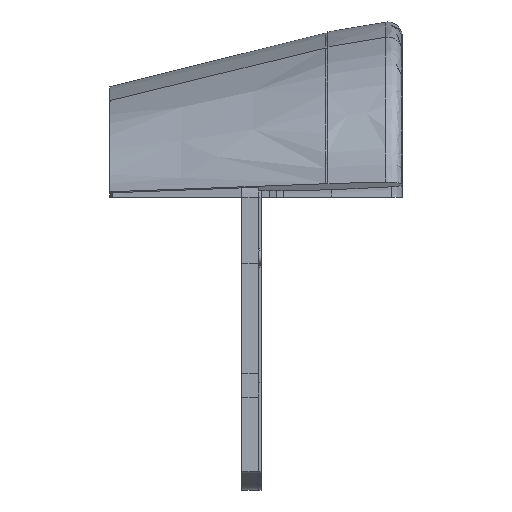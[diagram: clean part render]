
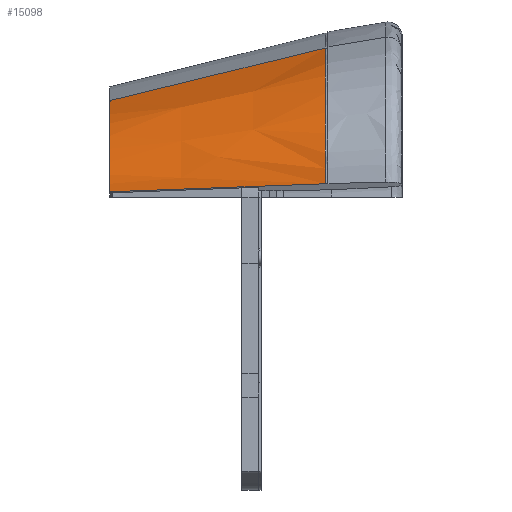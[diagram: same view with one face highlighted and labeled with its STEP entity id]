
A CAD part, left-side view. The second image highlights one B-rep face of the part: STEP entity #15098.
In plain terms, the highlighted free-form (B-spline) face has degree [3, 3] with [4, 13] control points.
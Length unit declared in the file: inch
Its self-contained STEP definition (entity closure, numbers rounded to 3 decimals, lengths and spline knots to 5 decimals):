
#62=B_SPLINE_SURFACE_WITH_KNOTS('',3,3,((#26919,#26920,#26921,#26922,#26923,
#26924,#26925,#26926,#26927,#26928,#26929,#26930,#26931),(#26932,#26933,
#26934,#26935,#26936,#26937,#26938,#26939,#26940,#26941,#26942,#26943,#26944),
(#26945,#26946,#26947,#26948,#26949,#26950,#26951,#26952,#26953,#26954,
#26955,#26956,#26957),(#26958,#26959,#26960,#26961,#26962,#26963,#26964,
#26965,#26966,#26967,#26968,#26969,#26970)),.UNSPECIFIED.,.F.,.F.,.F.,(4,
4),(4,1,2,1,2,1,2,4),(0.,23.9265),(0.,1.59579,
3.19158,4.41804,5.64449,6.80575,7.96701,
8.86964),.UNSPECIFIED.);
#209=B_SPLINE_CURVE_WITH_KNOTS('',3,(#26906,#26907,#26908,#26909,#26910,
#26911,#26912,#26913,#26914,#26915,#26916,#26917,#26918),.UNSPECIFIED.,
 .F.,.F.,(4,1,2,1,2,1,2,4),(0.,1.59579,3.19158,4.41804,
5.64449,6.80575,7.96701,8.86964),
 .UNSPECIFIED.);
#210=B_SPLINE_CURVE_WITH_KNOTS('',3,(#26975,#26976,#26977,#26978,#26979,
#26980,#26981,#26982,#26983,#26984,#26985,#26986,#26987),.UNSPECIFIED.,
 .F.,.F.,(4,1,2,1,2,1,2,4),(0.,1.59579,3.19158,4.41804,
5.64449,6.80575,7.96701,8.86964),
 .UNSPECIFIED.);
#1827=FACE_OUTER_BOUND('',#3131,.T.);
#3131=EDGE_LOOP('',(#13814,#13815,#13816,#13817));
#4358=LINE('',#26972,#5578);
#4359=LINE('',#26974,#5579);
#5578=VECTOR('',#20557,0.3937);
#5579=VECTOR('',#20558,0.3937);
#7704=VERTEX_POINT('',#26902);
#7705=VERTEX_POINT('',#26904);
#7706=VERTEX_POINT('',#26971);
#7707=VERTEX_POINT('',#26973);
#9758=EDGE_CURVE('',#7704,#7705,#209,.T.);
#9759=EDGE_CURVE('',#7706,#7704,#4358,.T.);
#9760=EDGE_CURVE('',#7707,#7705,#4359,.T.);
#9761=EDGE_CURVE('',#7706,#7707,#210,.T.);
#13814=ORIENTED_EDGE('',*,*,#9759,.T.);
#13815=ORIENTED_EDGE('',*,*,#9758,.T.);
#13816=ORIENTED_EDGE('',*,*,#9760,.F.);
#13817=ORIENTED_EDGE('',*,*,#9761,.F.);
#15098=ADVANCED_FACE('',(#1827),#62,.T.);
#20557=DIRECTION('',(0.05,0.97,-0.237));
#20558=DIRECTION('',(0.239,0.97,-0.036));
#26902=CARTESIAN_POINT('',(-14.21907,6.31475,15.70158));
#26904=CARTESIAN_POINT('',(-19.41273,6.31475,11.84428));
#26906=CARTESIAN_POINT('Ctrl Pts',(-14.21907,6.31475,15.70158));
#26907=CARTESIAN_POINT('Ctrl Pts',(-14.75141,6.31475,15.58959));
#26908=CARTESIAN_POINT('Ctrl Pts',(-15.76056,6.31475,15.3254));
#26909=CARTESIAN_POINT('Ctrl Pts',(-16.6342,6.31475,14.96342));
#26910=CARTESIAN_POINT('Ctrl Pts',(-17.33677,6.31475,14.59325));
#26911=CARTESIAN_POINT('Ctrl Pts',(-17.91555,6.31475,14.22992));
#26912=CARTESIAN_POINT('Ctrl Pts',(-18.40283,6.31475,13.7683));
#26913=CARTESIAN_POINT('Ctrl Pts',(-18.82063,6.31475,13.26262));
#26914=CARTESIAN_POINT('Ctrl Pts',(-19.12564,6.31475,12.77861));
#26915=CARTESIAN_POINT('Ctrl Pts',(-19.27762,6.31475,12.37623));
#26916=CARTESIAN_POINT('Ctrl Pts',(-19.36606,6.31475,12.08588));
#26917=CARTESIAN_POINT('Ctrl Pts',(-19.39518,6.31475,11.96065));
#26918=CARTESIAN_POINT('Ctrl Pts',(-19.41273,6.31475,11.84428));
#26919=CARTESIAN_POINT('Ctrl Pts',(-14.68846,-2.82502,
17.93283));
#26920=CARTESIAN_POINT('Ctrl Pts',(-15.29013,-2.82502,17.80625));
#26921=CARTESIAN_POINT('Ctrl Pts',(-16.46396,-2.82502,
17.50135));
#26922=CARTESIAN_POINT('Ctrl Pts',(-17.56692,-2.82502,
17.04906));
#26923=CARTESIAN_POINT('Ctrl Pts',(-18.49966,-2.82502,
16.55761));
#26924=CARTESIAN_POINT('Ctrl Pts',(-19.30479,-2.82502,
16.05685));
#26925=CARTESIAN_POINT('Ctrl Pts',(-20.04306,-2.82502,
15.36292));
#26926=CARTESIAN_POINT('Ctrl Pts',(-20.68966,-2.82502,
14.58039));
#26927=CARTESIAN_POINT('Ctrl Pts',(-21.17184,-2.82502,
13.81774));
#26928=CARTESIAN_POINT('Ctrl Pts',(-21.4224,-2.82502,
13.16005));
#26929=CARTESIAN_POINT('Ctrl Pts',(-21.57553,-2.82502,
12.65696));
#26930=CARTESIAN_POINT('Ctrl Pts',(-21.63047,-2.82502,
12.42864));
#26931=CARTESIAN_POINT('Ctrl Pts',(-21.66732,-2.82502,
12.18423));
#26932=CARTESIAN_POINT('Ctrl Pts',(-14.532,0.22157,
17.18908));
#26933=CARTESIAN_POINT('Ctrl Pts',(-15.11055,0.22157,
17.06737));
#26934=CARTESIAN_POINT('Ctrl Pts',(-16.22949,0.22157,
16.77604));
#26935=CARTESIAN_POINT('Ctrl Pts',(-17.25602,0.22157,
16.35384));
#26936=CARTESIAN_POINT('Ctrl Pts',(-18.11203,0.22157,
15.90282));
#26937=CARTESIAN_POINT('Ctrl Pts',(-18.84171,0.22157,
15.44788));
#26938=CARTESIAN_POINT('Ctrl Pts',(-19.49632,0.22157,
14.83138));
#26939=CARTESIAN_POINT('Ctrl Pts',(-20.06665,0.22157,
14.14113));
#26940=CARTESIAN_POINT('Ctrl Pts',(-20.48977,0.22157,
13.47136));
#26941=CARTESIAN_POINT('Ctrl Pts',(-20.70747,0.22157,
12.89878));
#26942=CARTESIAN_POINT('Ctrl Pts',(-20.83904,0.22157,
12.4666));
#26943=CARTESIAN_POINT('Ctrl Pts',(-20.88538,0.22157,
12.27265));
#26944=CARTESIAN_POINT('Ctrl Pts',(-20.91579,0.22157,
12.07092));
#26945=CARTESIAN_POINT('Ctrl Pts',(-14.37553,3.26816,16.44533));
#26946=CARTESIAN_POINT('Ctrl Pts',(-14.93098,3.26816,16.32848));
#26947=CARTESIAN_POINT('Ctrl Pts',(-15.99503,3.26816,16.05072));
#26948=CARTESIAN_POINT('Ctrl Pts',(-16.94511,3.26816,15.65863));
#26949=CARTESIAN_POINT('Ctrl Pts',(-17.7244,3.26816,15.24804));
#26950=CARTESIAN_POINT('Ctrl Pts',(-18.37863,3.26816,14.8389));
#26951=CARTESIAN_POINT('Ctrl Pts',(-18.94958,3.26816,14.29984));
#26952=CARTESIAN_POINT('Ctrl Pts',(-19.44364,3.26816,13.70188));
#26953=CARTESIAN_POINT('Ctrl Pts',(-19.8077,3.26816,13.12498));
#26954=CARTESIAN_POINT('Ctrl Pts',(-19.99255,3.26816,12.6375));
#26955=CARTESIAN_POINT('Ctrl Pts',(-20.10255,3.26816,12.27624));
#26956=CARTESIAN_POINT('Ctrl Pts',(-20.14028,3.26816,12.11665));
#26957=CARTESIAN_POINT('Ctrl Pts',(-20.16426,3.26816,11.9576));
#26958=CARTESIAN_POINT('Ctrl Pts',(-14.21907,6.31475,15.70158));
#26959=CARTESIAN_POINT('Ctrl Pts',(-14.75141,6.31475,15.58959));
#26960=CARTESIAN_POINT('Ctrl Pts',(-15.76056,6.31475,15.3254));
#26961=CARTESIAN_POINT('Ctrl Pts',(-16.6342,6.31475,14.96342));
#26962=CARTESIAN_POINT('Ctrl Pts',(-17.33677,6.31475,14.59325));
#26963=CARTESIAN_POINT('Ctrl Pts',(-17.91555,6.31475,14.22992));
#26964=CARTESIAN_POINT('Ctrl Pts',(-18.40283,6.31475,13.7683));
#26965=CARTESIAN_POINT('Ctrl Pts',(-18.82063,6.31475,13.26262));
#26966=CARTESIAN_POINT('Ctrl Pts',(-19.12564,6.31475,12.77861));
#26967=CARTESIAN_POINT('Ctrl Pts',(-19.27762,6.31475,12.37623));
#26968=CARTESIAN_POINT('Ctrl Pts',(-19.36606,6.31475,12.08588));
#26969=CARTESIAN_POINT('Ctrl Pts',(-19.39518,6.31475,11.96065));
#26970=CARTESIAN_POINT('Ctrl Pts',(-19.41273,6.31475,11.84428));
#26971=CARTESIAN_POINT('',(-14.68846,-2.82502,17.93283));
#26972=CARTESIAN_POINT('',(-14.68846,-2.82502,17.93283));
#26973=CARTESIAN_POINT('',(-21.66732,-2.82502,12.18423));
#26974=CARTESIAN_POINT('',(-21.66732,-2.82502,12.18423));
#26975=CARTESIAN_POINT('Ctrl Pts',(-14.68846,-2.82502,
17.93283));
#26976=CARTESIAN_POINT('Ctrl Pts',(-15.29013,-2.82502,
17.80625));
#26977=CARTESIAN_POINT('Ctrl Pts',(-16.46396,-2.82502,
17.50135));
#26978=CARTESIAN_POINT('Ctrl Pts',(-17.56692,-2.82502,
17.04906));
#26979=CARTESIAN_POINT('Ctrl Pts',(-18.49966,-2.82502,
16.55761));
#26980=CARTESIAN_POINT('Ctrl Pts',(-19.30479,-2.82502,
16.05685));
#26981=CARTESIAN_POINT('Ctrl Pts',(-20.04306,-2.82502,
15.36292));
#26982=CARTESIAN_POINT('Ctrl Pts',(-20.68966,-2.82502,
14.58039));
#26983=CARTESIAN_POINT('Ctrl Pts',(-21.17184,-2.82502,
13.81774));
#26984=CARTESIAN_POINT('Ctrl Pts',(-21.4224,-2.82502,13.16005));
#26985=CARTESIAN_POINT('Ctrl Pts',(-21.57553,-2.82502,
12.65696));
#26986=CARTESIAN_POINT('Ctrl Pts',(-21.63047,-2.82502,
12.42864));
#26987=CARTESIAN_POINT('Ctrl Pts',(-21.66732,-2.82502,
12.18423));
